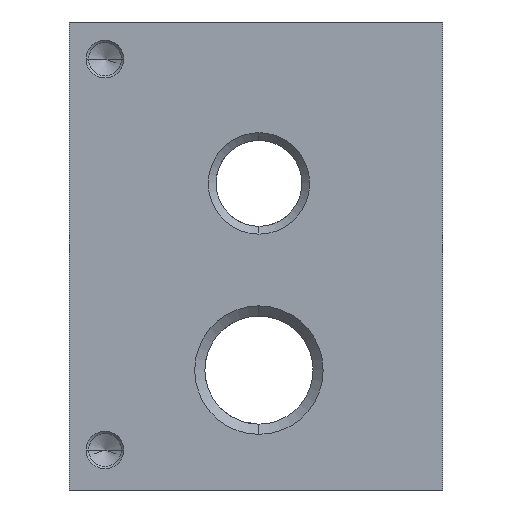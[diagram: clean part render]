
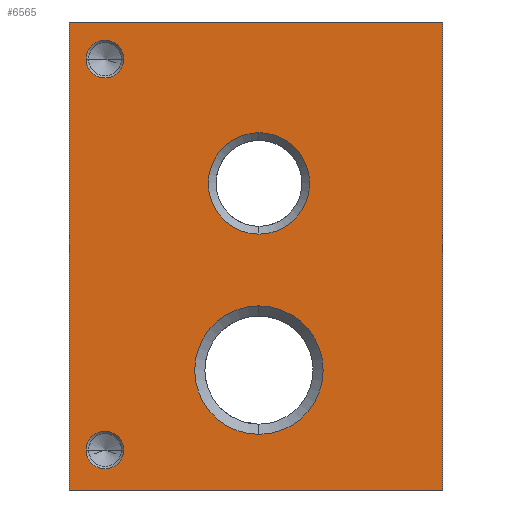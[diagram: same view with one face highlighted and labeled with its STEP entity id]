
A CAD part, front view. The second image highlights one B-rep face of the part: STEP entity #6565.
In plain terms, the highlighted planar face has unit normal (0, -1, 0).
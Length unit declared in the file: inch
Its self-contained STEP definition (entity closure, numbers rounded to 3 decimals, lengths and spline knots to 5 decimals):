
#5=DIRECTION('',(1.,0.,0.));
#6=VECTOR('',#5,3.938);
#7=CARTESIAN_POINT('',(0.,-9.75,0.));
#8=LINE('',#7,#6);
#95=DIRECTION('',(0.,0.,1.));
#96=VECTOR('',#95,4.938);
#97=CARTESIAN_POINT('',(3.938,-9.75,0.));
#98=LINE('',#97,#96);
#399=DIRECTION('',(0.,0.,1.));
#400=VECTOR('',#399,4.938);
#401=CARTESIAN_POINT('',(0.,-9.75,0.));
#402=LINE('',#401,#400);
#403=CARTESIAN_POINT('',(0.375,-9.75,0.422));
#404=DIRECTION('',(0.,1.,0.));
#405=DIRECTION('',(-1.,0.,0.));
#406=AXIS2_PLACEMENT_3D('',#403,#404,#405);
#408=CARTESIAN_POINT('',(0.375,-9.75,0.422));
#409=DIRECTION('',(0.,1.,0.));
#410=DIRECTION('',(1.,0.,0.));
#411=AXIS2_PLACEMENT_3D('',#408,#409,#410);
#413=CARTESIAN_POINT('',(0.375,-9.75,4.546));
#414=DIRECTION('',(0.,1.,0.));
#415=DIRECTION('',(-1.,0.,0.));
#416=AXIS2_PLACEMENT_3D('',#413,#414,#415);
#418=CARTESIAN_POINT('',(0.375,-9.75,4.546));
#419=DIRECTION('',(0.,1.,0.));
#420=DIRECTION('',(1.,0.,0.));
#421=AXIS2_PLACEMENT_3D('',#418,#419,#420);
#423=CARTESIAN_POINT('',(2.,-9.75,1.265));
#424=DIRECTION('',(0.,1.,0.));
#425=DIRECTION('',(0.,0.,-1.));
#426=AXIS2_PLACEMENT_3D('',#423,#424,#425);
#428=CARTESIAN_POINT('',(2.,-9.75,1.265));
#429=DIRECTION('',(0.,1.,0.));
#430=DIRECTION('',(0.,0.,1.));
#431=AXIS2_PLACEMENT_3D('',#428,#429,#430);
#433=CARTESIAN_POINT('',(2.,-9.75,3.235));
#434=DIRECTION('',(0.,1.,0.));
#435=DIRECTION('',(0.,0.,-1.));
#436=AXIS2_PLACEMENT_3D('',#433,#434,#435);
#438=CARTESIAN_POINT('',(2.,-9.75,3.235));
#439=DIRECTION('',(0.,1.,0.));
#440=DIRECTION('',(0.,0.,1.));
#441=AXIS2_PLACEMENT_3D('',#438,#439,#440);
#455=DIRECTION('',(1.,0.,0.));
#456=VECTOR('',#455,3.938);
#457=CARTESIAN_POINT('',(0.,-9.75,4.938));
#458=LINE('',#457,#456);
#5363=CARTESIAN_POINT('',(0.,-9.75,0.));
#5365=VERTEX_POINT('',#5363);
#5366=CARTESIAN_POINT('',(3.938,-9.75,0.));
#5367=VERTEX_POINT('',#5366);
#5371=CARTESIAN_POINT('',(0.,-9.75,4.938));
#5373=VERTEX_POINT('',#5371);
#5374=CARTESIAN_POINT('',(3.938,-9.75,4.938));
#5375=VERTEX_POINT('',#5374);
#6054=CARTESIAN_POINT('',(0.1765,-9.75,0.422));
#6056=VERTEX_POINT('',#6054);
#6058=CARTESIAN_POINT('',(0.5735,-9.75,0.422));
#6060=VERTEX_POINT('',#6058);
#6068=CARTESIAN_POINT('',(0.1765,-9.75,4.546));
#6070=VERTEX_POINT('',#6068);
#6072=CARTESIAN_POINT('',(0.5735,-9.75,4.546));
#6074=VERTEX_POINT('',#6072);
#6080=CARTESIAN_POINT('',(2.,-9.75,1.9425));
#6081=VERTEX_POINT('',#6080);
#6082=CARTESIAN_POINT('',(2.,-9.75,0.5875));
#6083=VERTEX_POINT('',#6082);
#6102=CARTESIAN_POINT('',(2.,-9.75,3.77));
#6103=VERTEX_POINT('',#6102);
#6104=CARTESIAN_POINT('',(2.,-9.75,2.7));
#6105=VERTEX_POINT('',#6104);
#6529=CARTESIAN_POINT('',(0.,-9.75,0.));
#6530=DIRECTION('',(0.,-1.,0.));
#6531=DIRECTION('',(1.,0.,0.));
#6532=AXIS2_PLACEMENT_3D('',#6529,#6530,#6531);
#6533=PLANE('',#6532);
#6534=ORIENTED_EDGE('',*,*,#6255,.F.);
#6535=ORIENTED_EDGE('',*,*,#6286,.T.);
#6537=ORIENTED_EDGE('',*,*,#6536,.T.);
#6538=ORIENTED_EDGE('',*,*,#6341,.F.);
#6539=EDGE_LOOP('',(#6534,#6535,#6537,#6538));
#6540=FACE_OUTER_BOUND('',#6539,.F.);
#6542=ORIENTED_EDGE('',*,*,#6541,.F.);
#6544=ORIENTED_EDGE('',*,*,#6543,.F.);
#6545=EDGE_LOOP('',(#6542,#6544));
#6546=FACE_BOUND('',#6545,.F.);
#6548=ORIENTED_EDGE('',*,*,#6547,.F.);
#6550=ORIENTED_EDGE('',*,*,#6549,.F.);
#6551=EDGE_LOOP('',(#6548,#6550));
#6552=FACE_BOUND('',#6551,.F.);
#6554=ORIENTED_EDGE('',*,*,#6553,.F.);
#6556=ORIENTED_EDGE('',*,*,#6555,.F.);
#6557=EDGE_LOOP('',(#6554,#6556));
#6558=FACE_BOUND('',#6557,.F.);
#6560=ORIENTED_EDGE('',*,*,#6559,.F.);
#6562=ORIENTED_EDGE('',*,*,#6561,.F.);
#6563=EDGE_LOOP('',(#6560,#6562));
#6564=FACE_BOUND('',#6563,.F.);
#6565=ADVANCED_FACE('',(#6540,#6546,#6552,#6558,#6564),#6533,.T.);
#407=CIRCLE('',#406,0.1985);
#412=CIRCLE('',#411,0.1985);
#417=CIRCLE('',#416,0.1985);
#422=CIRCLE('',#421,0.1985);
#427=CIRCLE('',#426,0.6775);
#432=CIRCLE('',#431,0.6775);
#437=CIRCLE('',#436,0.535);
#442=CIRCLE('',#441,0.535);
#6255=EDGE_CURVE('',#5365,#5367,#8,.T.);
#6286=EDGE_CURVE('',#5365,#5373,#402,.T.);
#6341=EDGE_CURVE('',#5367,#5375,#98,.T.);
#6536=EDGE_CURVE('',#5373,#5375,#458,.T.);
#6541=EDGE_CURVE('',#6056,#6060,#407,.T.);
#6543=EDGE_CURVE('',#6060,#6056,#412,.T.);
#6547=EDGE_CURVE('',#6070,#6074,#417,.T.);
#6549=EDGE_CURVE('',#6074,#6070,#422,.T.);
#6553=EDGE_CURVE('',#6083,#6081,#427,.T.);
#6555=EDGE_CURVE('',#6081,#6083,#432,.T.);
#6559=EDGE_CURVE('',#6105,#6103,#437,.T.);
#6561=EDGE_CURVE('',#6103,#6105,#442,.T.);
